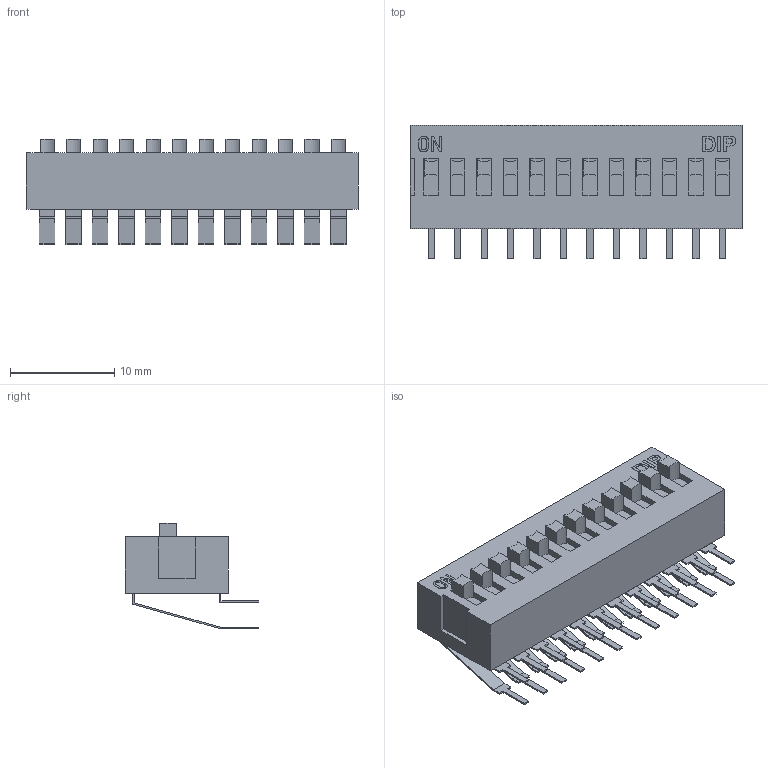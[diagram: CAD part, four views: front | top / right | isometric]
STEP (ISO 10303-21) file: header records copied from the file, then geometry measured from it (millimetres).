
FILE_DESCRIPTION (( 'STEP AP214' ), '1' );
FILE_NAME ('User Library-DIPSWITCH_DA12.STEP', '2010-11-10T08:24:43', ( 'sysAdmin' ), ( 'SolidWorks' ), 'SwSTEP 2.0', 'SolidWorks 2011', '' );
FILE_SCHEMA (( 'AUTOMOTIVE_DESIGN' ));
Length unit declared in the file: millimetre
Products named in the file (1): User Library-DIPSWITCH_DA12
Bounding box: 31.84 x 12.8 x 10.12 mm (x, y, z)
Volume: 1713.7 mm3; surface area: 1890.1 mm2
Topology: 1 solids, 1 shells, 492 faces, 1299 edges, 866 vertices
Faces by surface type: plane 435, bspline 33, cylinder 24
Entity records: 20344 total; most frequent: CARTESIAN_POINT 4363, ORIENTED_EDGE 2598, DIRECTION 2201, EDGE_CURVE 1299, LINE 1185, VECTOR 1185, VERTEX_POINT 866, EDGE_LOOP 549
